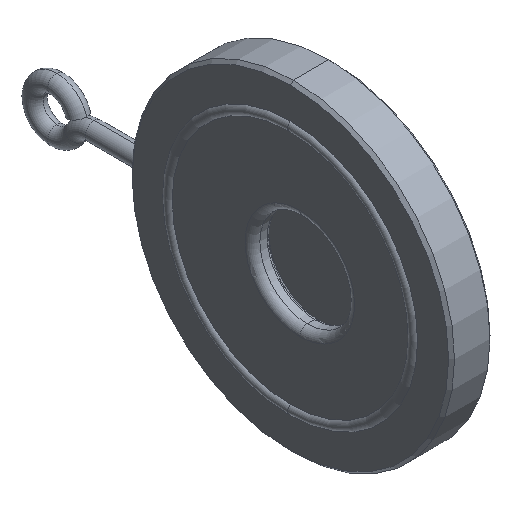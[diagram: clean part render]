
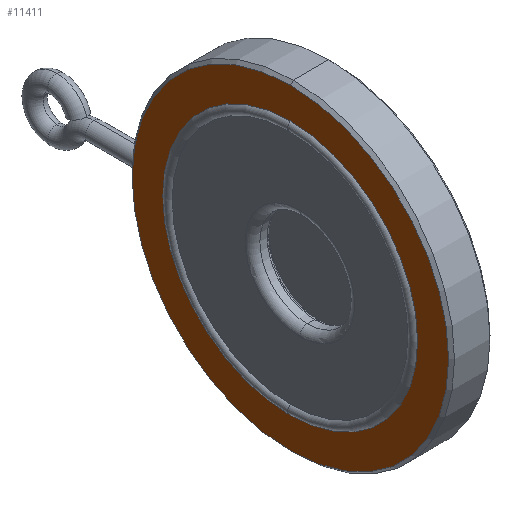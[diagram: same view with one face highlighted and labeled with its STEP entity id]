
A CAD part, isometric view. The second image highlights one B-rep face of the part: STEP entity #11411.
In plain terms, the highlighted planar face has unit normal (-1, 0, 0).
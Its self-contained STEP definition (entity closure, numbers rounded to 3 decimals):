
#650 = CARTESIAN_POINT ( 'NONE',  ( -7., 0., 0. ) ) ;
#651 = DIRECTION ( 'NONE',  ( -1., 0., 0. ) ) ;
#652 = DIRECTION ( 'NONE',  ( 0., 0., -1. ) ) ;
#653 = CARTESIAN_POINT ( 'NONE',  ( -7., 0., 0. ) ) ;
#654 = DIRECTION ( 'NONE',  ( -1., 0., 0. ) ) ;
#655 = DIRECTION ( 'NONE',  ( 0., 0., -1. ) ) ;
#2747 = EDGE_CURVE ( 'NONE', #8115, #8116, #4528, .T. ) ;
#2748 = EDGE_CURVE ( 'NONE', #8105, #8110, #4526, .T. ) ;
#2911 = PLANE ( 'NONE',  #5183 ) ;
#2913 = CARTESIAN_POINT ( 'NONE',  ( -7., 48.265, 0. ) ) ;
#2914 = DIRECTION ( 'NONE',  ( -1., 0., 0. ) ) ;
#2915 = DIRECTION ( 'NONE',  ( 0., 0., 1. ) ) ;
#4328 = FACE_OUTER_BOUND ( 'NONE', #8143, .T. ) ;
#4332 = FACE_BOUND ( 'NONE', #8139, .T. ) ;
#4343 = ORIENTED_EDGE ( 'NONE', *, *, #2748, .T. ) ;
#4380 = CIRCLE ( 'NONE', #8991, 53.5 ) ;
#4394 = CIRCLE ( 'NONE', #5196, 43.03 ) ;
#4415 = ORIENTED_EDGE ( 'NONE', *, *, #9684, .T. ) ;
#4475 = ORIENTED_EDGE ( 'NONE', *, *, #2747, .F. ) ;
#4526 = CIRCLE ( 'NONE', #9009, 53.5 ) ;
#4528 = CIRCLE ( 'NONE', #9007, 43.03 ) ;
#4629 = ORIENTED_EDGE ( 'NONE', *, *, #9689, .F. ) ;
#4708 = CARTESIAN_POINT ( 'NONE',  ( -7., 0., 0. ) ) ;
#4709 = DIRECTION ( 'NONE',  ( -1., 0., 0. ) ) ;
#4710 = DIRECTION ( 'NONE',  ( 0., 0., -1. ) ) ;
#4719 = CARTESIAN_POINT ( 'NONE',  ( -7., 0., 0. ) ) ;
#4720 = DIRECTION ( 'NONE',  ( -1., 0., 0. ) ) ;
#4721 = DIRECTION ( 'NONE',  ( 0., 0., -1. ) ) ;
#5183 = AXIS2_PLACEMENT_3D ( 'NONE', #2913, #2914, #2915 ) ;
#5196 = AXIS2_PLACEMENT_3D ( 'NONE', #4719, #4720, #4721 ) ;
#8105 = VERTEX_POINT ( 'NONE', #11487 ) ;
#8110 = VERTEX_POINT ( 'NONE', #11490 ) ;
#8115 = VERTEX_POINT ( 'NONE', #11492 ) ;
#8116 = VERTEX_POINT ( 'NONE', #11489 ) ;
#8139 = EDGE_LOOP ( 'NONE', ( #4475, #4629 ) ) ;
#8143 = EDGE_LOOP ( 'NONE', ( #4343, #4415 ) ) ;
#8991 = AXIS2_PLACEMENT_3D ( 'NONE', #4708, #4709, #4710 ) ;
#9007 = AXIS2_PLACEMENT_3D ( 'NONE', #650, #651, #652 ) ;
#9009 = AXIS2_PLACEMENT_3D ( 'NONE', #653, #654, #655 ) ;
#9684 = EDGE_CURVE ( 'NONE', #8110, #8105, #4380, .T. ) ;
#9689 = EDGE_CURVE ( 'NONE', #8116, #8115, #4394, .T. ) ;
#11411 = ADVANCED_FACE ( 'NONE', ( #4328, #4332 ), #2911, .T. ) ;
#11487 = CARTESIAN_POINT ( 'NONE',  ( -7., 0., -53.5 ) ) ;
#11489 = CARTESIAN_POINT ( 'NONE',  ( -7., 0., 43.03 ) ) ;
#11490 = CARTESIAN_POINT ( 'NONE',  ( -7., 0., 53.5 ) ) ;
#11492 = CARTESIAN_POINT ( 'NONE',  ( -7., 0., -43.03 ) ) ;
